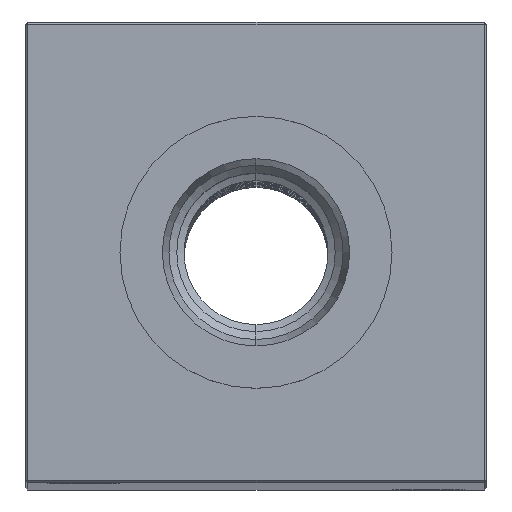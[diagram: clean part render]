
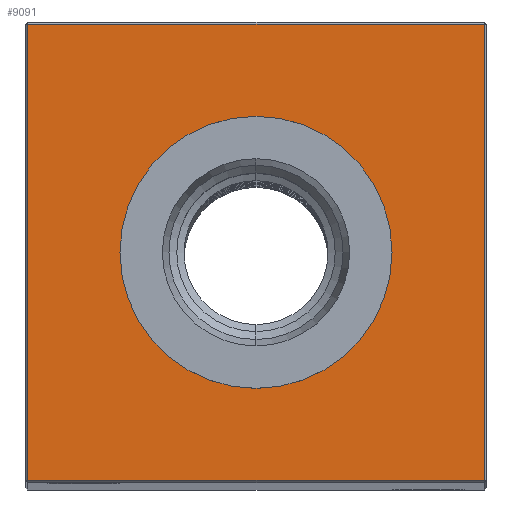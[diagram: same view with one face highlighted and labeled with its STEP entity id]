
A CAD part, top view. The second image highlights one B-rep face of the part: STEP entity #9091.
In plain terms, the highlighted planar face has unit normal (0, 0, 1).
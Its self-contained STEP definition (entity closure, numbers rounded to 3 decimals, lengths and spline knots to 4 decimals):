
#488 = FACE_OUTER_BOUND ( 'NONE', #11104, .T. ) ;
#742 = VECTOR ( 'NONE', #21214, 39.3701 ) ;
#936 = CARTESIAN_POINT ( 'NONE',  ( 0., 0., 18.25 ) ) ;
#1993 = VERTEX_POINT ( 'NONE', #30994 ) ;
#2460 = EDGE_CURVE ( 'NONE', #28686, #5006, #26301, .T. ) ;
#3775 = LINE ( 'NONE', #8779, #31376 ) ;
#3867 = AXIS2_PLACEMENT_3D ( 'NONE', #936, #11102, #21057 ) ;
#4226 = CARTESIAN_POINT ( 'NONE',  ( -0.99, 0.99, 18.25 ) ) ;
#4942 = ORIENTED_EDGE ( 'NONE', *, *, #20885, .T. ) ;
#5006 = VERTEX_POINT ( 'NONE', #21382 ) ;
#5236 = DIRECTION ( 'NONE',  ( 0., 0., -1. ) ) ;
#5499 = DIRECTION ( 'NONE',  ( 0., 0., -1. ) ) ;
#5898 = VERTEX_POINT ( 'NONE', #12643 ) ;
#6729 = AXIS2_PLACEMENT_3D ( 'NONE', #25150, #5499, #25310 ) ;
#7451 = ORIENTED_EDGE ( 'NONE', *, *, #2460, .T. ) ;
#8779 = CARTESIAN_POINT ( 'NONE',  ( 0., 0.99, 18.25 ) ) ;
#9091 = ADVANCED_FACE ( 'NONE', ( #488, #12808 ), #28294, .F. ) ;
#9555 = LINE ( 'NONE', #19662, #742 ) ;
#10981 = ORIENTED_EDGE ( 'NONE', *, *, #12165, .T. ) ;
#11003 = CARTESIAN_POINT ( 'NONE',  ( -0.99, 0., 18.25 ) ) ;
#11102 = DIRECTION ( 'NONE',  ( 0., 0., -1. ) ) ;
#11104 = EDGE_LOOP ( 'NONE', ( #7451, #29406, #4942, #14006 ) ) ;
#11436 = DIRECTION ( 'NONE',  ( -1., 0., 0. ) ) ;
#12165 = EDGE_CURVE ( 'NONE', #1993, #31719, #12872, .T. ) ;
#12643 = CARTESIAN_POINT ( 'NONE',  ( 0.99, 0.99, 18.25 ) ) ;
#12808 = FACE_BOUND ( 'NONE', #20923, .T. ) ;
#12872 = CIRCLE ( 'NONE', #3867, 0.5906 ) ;
#13804 = DIRECTION ( 'NONE',  ( 0., -1., 0. ) ) ;
#14006 = ORIENTED_EDGE ( 'NONE', *, *, #20091, .T. ) ;
#17534 = CARTESIAN_POINT ( 'NONE',  ( 0., 0., 18.25 ) ) ;
#18105 = VECTOR ( 'NONE', #21602, 39.3701 ) ;
#18911 = CARTESIAN_POINT ( 'NONE',  ( 0., 0.5906, 18.25 ) ) ;
#19662 = CARTESIAN_POINT ( 'NONE',  ( 0., -0.99, 18.25 ) ) ;
#20091 = EDGE_CURVE ( 'NONE', #5898, #28686, #3775, .T. ) ;
#20264 = EDGE_CURVE ( 'NONE', #31719, #1993, #21799, .T. ) ;
#20885 = EDGE_CURVE ( 'NONE', #30304, #5898, #31428, .T. ) ;
#20923 = EDGE_LOOP ( 'NONE', ( #28733, #10981 ) ) ;
#21057 = DIRECTION ( 'NONE',  ( -1., 0., 0. ) ) ;
#21214 = DIRECTION ( 'NONE',  ( 1., 0., 0. ) ) ;
#21382 = CARTESIAN_POINT ( 'NONE',  ( -0.99, -0.99, 18.25 ) ) ;
#21602 = DIRECTION ( 'NONE',  ( 0., 1., 0. ) ) ;
#21799 = CIRCLE ( 'NONE', #23398, 0.5906 ) ;
#22245 = VECTOR ( 'NONE', #13804, 39.3701 ) ;
#23398 = AXIS2_PLACEMENT_3D ( 'NONE', #17534, #5236, #25224 ) ;
#25150 = CARTESIAN_POINT ( 'NONE',  ( 0., 0., 18.25 ) ) ;
#25224 = DIRECTION ( 'NONE',  ( -1., 0., 0. ) ) ;
#25310 = DIRECTION ( 'NONE',  ( -1., 0., 0. ) ) ;
#26301 = LINE ( 'NONE', #11003, #22245 ) ;
#26956 = CARTESIAN_POINT ( 'NONE',  ( 0.99, 0., 18.25 ) ) ;
#28294 = PLANE ( 'NONE',  #6729 ) ;
#28678 = EDGE_CURVE ( 'NONE', #5006, #30304, #9555, .T. ) ;
#28686 = VERTEX_POINT ( 'NONE', #4226 ) ;
#28733 = ORIENTED_EDGE ( 'NONE', *, *, #20264, .T. ) ;
#29406 = ORIENTED_EDGE ( 'NONE', *, *, #28678, .T. ) ;
#30304 = VERTEX_POINT ( 'NONE', #30452 ) ;
#30452 = CARTESIAN_POINT ( 'NONE',  ( 0.99, -0.99, 18.25 ) ) ;
#30994 = CARTESIAN_POINT ( 'NONE',  ( 0., -0.5906, 18.25 ) ) ;
#31376 = VECTOR ( 'NONE', #11436, 39.3701 ) ;
#31428 = LINE ( 'NONE', #26956, #18105 ) ;
#31719 = VERTEX_POINT ( 'NONE', #18911 ) ;
